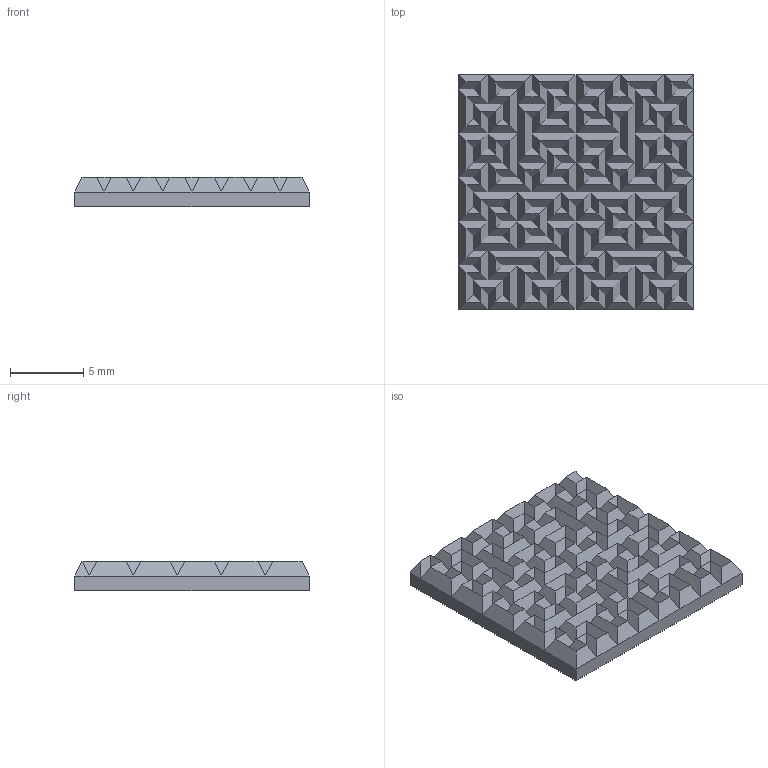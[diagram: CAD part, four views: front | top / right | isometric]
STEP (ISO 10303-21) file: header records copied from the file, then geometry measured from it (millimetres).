
FILE_DESCRIPTION(('Hilbert curve absorber geometry, order 4'),'2;1');
FILE_NAME('hilbert4','',('Matthew Petroff'),(''),'Open CASCADE STEP processor 7.3','FreeCAD','');
FILE_SCHEMA(('AUTOMOTIVE_DESIGN { 1 0 10303 214 1 1 1 1 }'));
Length unit declared in the file: millimetre
Products named in the file (1): Open CASCADE STEP translator 7.3 1
Bounding box: 16 x 16 x 2 mm (x, y, z)
Volume: 383.8 mm3; surface area: 892.4 mm2
Topology: 1 solids, 1 shells, 417 faces, 824 edges, 409 vertices
Faces by surface type: plane 417
Entity records: 9940 total; most frequent: DIRECTION 1660, CARTESIAN_POINT 1651, ORIENTED_EDGE 1648, EDGE_CURVE 824, LINE 824, VECTOR 824, AXIS2_PLACEMENT_3D 418, ADVANCED_FACE 417
